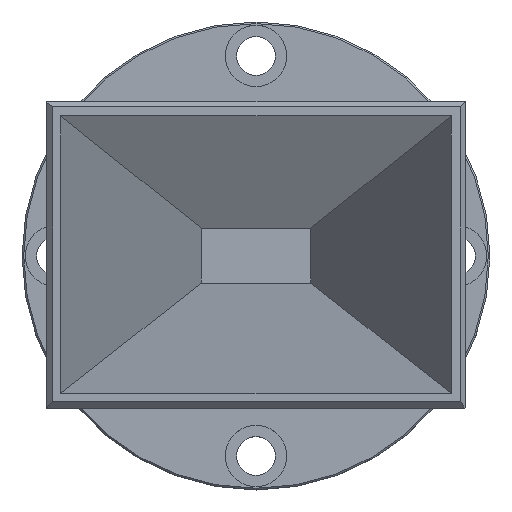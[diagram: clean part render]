
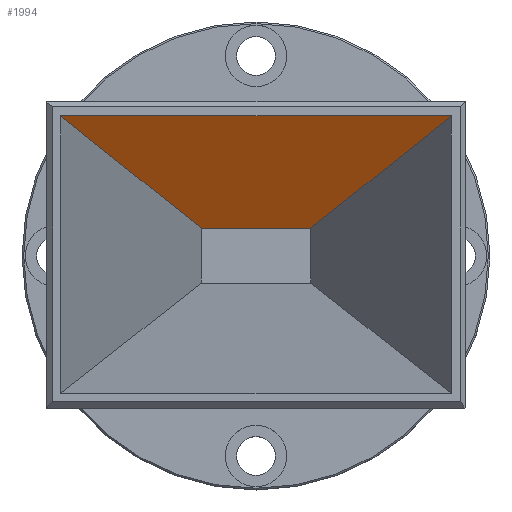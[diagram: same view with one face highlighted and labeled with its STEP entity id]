
A CAD part, top view. The second image highlights one B-rep face of the part: STEP entity #1994.
In plain terms, the highlighted planar face has unit normal (0, -0.978, 0.208).
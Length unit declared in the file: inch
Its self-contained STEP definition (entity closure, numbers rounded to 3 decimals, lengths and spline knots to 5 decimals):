
#455 = CARTESIAN_POINT ( 'NONE',  ( 0.17, 0.085, 1.16 ) ) ;
#1939 = ORIENTED_EDGE ( 'NONE', *, *, #2474, .F. ) ;
#1994 = ADVANCED_FACE ( 'NONE', ( #9007 ), #3596, .T. ) ;
#2474 = EDGE_CURVE ( 'NONE', #5538, #10834, #14044, .T. ) ;
#3596 = PLANE ( 'NONE',  #15721 ) ;
#3698 = CARTESIAN_POINT ( 'NONE',  ( -0.17, 0.085, 1.16 ) ) ;
#4024 = VECTOR ( 'NONE', #11366, 39.37008 ) ;
#4258 = CARTESIAN_POINT ( 'NONE',  ( 0.05667, 0.085, 1.16 ) ) ;
#5487 = CARTESIAN_POINT ( 'NONE',  ( 0.605, 0.43, 2.78 ) ) ;
#5538 = VERTEX_POINT ( 'NONE', #12832 ) ;
#6995 = ORIENTED_EDGE ( 'NONE', *, *, #16142, .T. ) ;
#7108 = CARTESIAN_POINT ( 'NONE',  ( 0.605, 0.43, 2.78 ) ) ;
#7671 = DIRECTION ( 'NONE',  ( 0., -0.978, 0.208 ) ) ;
#8509 = CARTESIAN_POINT ( 'NONE',  ( -0.05667, 0.085, 1.16 ) ) ;
#8542 = EDGE_LOOP ( 'NONE', ( #16571, #1939, #6995, #17080 ) ) ;
#8680 = LINE ( 'NONE', #3698, #13044 ) ;
#8972 = DIRECTION ( 'NONE',  ( 0., -0.208, -0.978 ) ) ;
#9007 = FACE_OUTER_BOUND ( 'NONE', #8542, .T. ) ;
#9104 = VECTOR ( 'NONE', #10873, 39.37008 ) ;
#10716 = LINE ( 'NONE', #455, #9104 ) ;
#10834 = VERTEX_POINT ( 'NONE', #12804 ) ;
#10873 = DIRECTION ( 'NONE',  ( 0.254, 0.201, 0.946 ) ) ;
#10977 = LINE ( 'NONE', #5487, #4024 ) ;
#11366 = DIRECTION ( 'NONE',  ( -1., 0., 0. ) ) ;
#11929 = CARTESIAN_POINT ( 'NONE',  ( 0., 0.02223, 0.86527 ) ) ;
#12804 = CARTESIAN_POINT ( 'NONE',  ( -0.17, 0.085, 1.16 ) ) ;
#12832 = CARTESIAN_POINT ( 'NONE',  ( 0.17, 0.085, 1.16 ) ) ;
#13044 = VECTOR ( 'NONE', #15592, 39.37008 ) ;
#13898 = VERTEX_POINT ( 'NONE', #15546 ) ;
#14034 = EDGE_CURVE ( 'NONE', #15774, #13898, #10977, .T. ) ;
#14044 = B_SPLINE_CURVE_WITH_KNOTS ( 'NONE', 3,
 ( #17385, #4258, #8509, #17531 ),
 .UNSPECIFIED., .F., .F.,
 ( 4, 4 ),
 ( 0., 1. ),
 .UNSPECIFIED. ) ;
#14494 = EDGE_CURVE ( 'NONE', #10834, #13898, #8680, .T. ) ;
#15546 = CARTESIAN_POINT ( 'NONE',  ( -0.605, 0.43, 2.78 ) ) ;
#15592 = DIRECTION ( 'NONE',  ( -0.254, 0.201, 0.946 ) ) ;
#15721 = AXIS2_PLACEMENT_3D ( 'NONE', #11929, #7671, #8972 ) ;
#15774 = VERTEX_POINT ( 'NONE', #7108 ) ;
#16142 = EDGE_CURVE ( 'NONE', #5538, #15774, #10716, .T. ) ;
#16571 = ORIENTED_EDGE ( 'NONE', *, *, #14494, .F. ) ;
#17080 = ORIENTED_EDGE ( 'NONE', *, *, #14034, .T. ) ;
#17385 = CARTESIAN_POINT ( 'NONE',  ( 0.17, 0.085, 1.16 ) ) ;
#17531 = CARTESIAN_POINT ( 'NONE',  ( -0.17, 0.085, 1.16 ) ) ;
